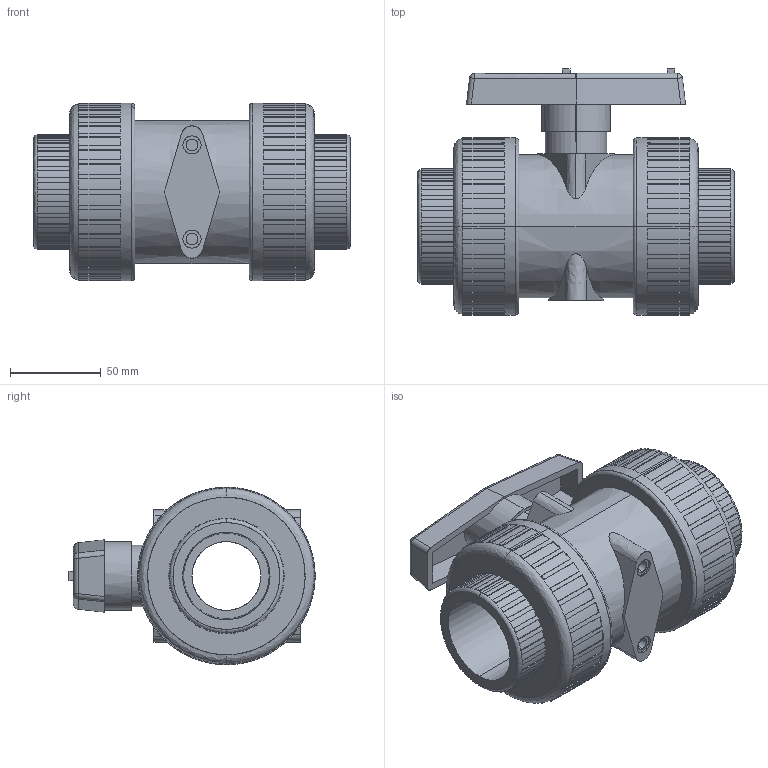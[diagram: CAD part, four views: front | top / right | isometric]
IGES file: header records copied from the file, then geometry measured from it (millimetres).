
Start section: SolidWorks IGES file using analytic representation for surfaces
Global section: file name: VP666TS_40A.IGS; native system: SolidWorks 2017; preprocessor: SolidWorks 2017; author: D1712-001!; date: 241008.104005; units: millimetre
Bounding box: 175 x 136 x 98 mm (x, y, z)
Surface area: 107715.3 mm2 (no closed solid volume)
Topology: 0 solids, 0 shells, 785 faces, 5996 edges, 5990 vertices
Faces by surface type: bspline 533, revolution 252
